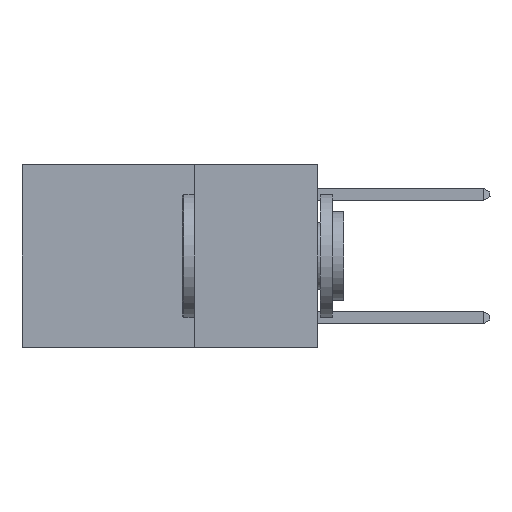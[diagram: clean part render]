
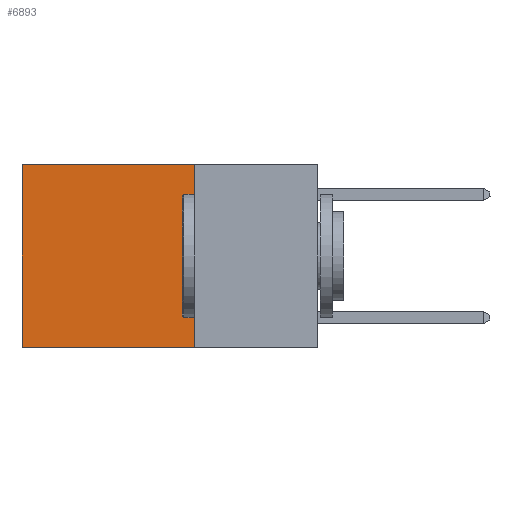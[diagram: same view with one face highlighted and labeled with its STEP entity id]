
A CAD part, left-side view. The second image highlights one B-rep face of the part: STEP entity #6893.
In plain terms, the highlighted planar face has unit normal (-1, 0, 0).
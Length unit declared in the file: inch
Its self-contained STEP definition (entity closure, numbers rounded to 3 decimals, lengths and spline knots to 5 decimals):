
#297 = DIRECTION ( 'NONE',  ( 0., 1., 0. ) ) ;
#439 = EDGE_CURVE ( 'NONE', #4835, #8213, #8628, .T. ) ;
#463 = EDGE_CURVE ( 'NONE', #6959, #1209, #508, .T. ) ;
#508 = LINE ( 'NONE', #9267, #4772 ) ;
#1025 = ORIENTED_EDGE ( 'NONE', *, *, #4290, .T. ) ;
#1209 = VERTEX_POINT ( 'NONE', #9393 ) ;
#2013 = CARTESIAN_POINT ( 'NONE',  ( 0.2625, 0.25, 0. ) ) ;
#2098 = EDGE_CURVE ( 'NONE', #6959, #4835, #3763, .T. ) ;
#2614 = CARTESIAN_POINT ( 'NONE',  ( 0.2625, 0.6, 0. ) ) ;
#2770 = ORIENTED_EDGE ( 'NONE', *, *, #2098, .F. ) ;
#2788 = DIRECTION ( 'NONE',  ( 1., 0., 0. ) ) ;
#3374 = DIRECTION ( 'NONE',  ( 0., 1., 0. ) ) ;
#3527 = ORIENTED_EDGE ( 'NONE', *, *, #439, .F. ) ;
#3572 = CARTESIAN_POINT ( 'NONE',  ( 0.2625, 0.25, -0.37 ) ) ;
#3763 = LINE ( 'NONE', #5857, #7668 ) ;
#4067 = ORIENTED_EDGE ( 'NONE', *, *, #463, .T. ) ;
#4290 = EDGE_CURVE ( 'NONE', #1209, #8213, #8713, .T. ) ;
#4316 = EDGE_LOOP ( 'NONE', ( #1025, #3527, #2770, #4067 ) ) ;
#4440 = CARTESIAN_POINT ( 'NONE',  ( 0.2625, 0.25, 0. ) ) ;
#4772 = VECTOR ( 'NONE', #3374, 39.37008 ) ;
#4835 = VERTEX_POINT ( 'NONE', #3572 ) ;
#4991 = AXIS2_PLACEMENT_3D ( 'NONE', #2013, #2788, #8228 ) ;
#5629 = DIRECTION ( 'NONE',  ( 0., 0., -1. ) ) ;
#5857 = CARTESIAN_POINT ( 'NONE',  ( 0.2625, 0.25, 0. ) ) ;
#5920 = CARTESIAN_POINT ( 'NONE',  ( 0.2625, 0.6, -0.37 ) ) ;
#6231 = VECTOR ( 'NONE', #5629, 39.37008 ) ;
#6305 = DIRECTION ( 'NONE',  ( 0., 0., -1. ) ) ;
#6621 = VECTOR ( 'NONE', #297, 39.37008 ) ;
#6702 = PLANE ( 'NONE',  #4991 ) ;
#6893 = ADVANCED_FACE ( 'NONE', ( #8425 ), #6702, .F. ) ;
#6959 = VERTEX_POINT ( 'NONE', #4440 ) ;
#7168 = CARTESIAN_POINT ( 'NONE',  ( 0.2625, 0.25, -0.37 ) ) ;
#7668 = VECTOR ( 'NONE', #6305, 39.37008 ) ;
#8213 = VERTEX_POINT ( 'NONE', #5920 ) ;
#8228 = DIRECTION ( 'NONE',  ( 0., 0., -1. ) ) ;
#8425 = FACE_OUTER_BOUND ( 'NONE', #4316, .T. ) ;
#8628 = LINE ( 'NONE', #7168, #6621 ) ;
#8713 = LINE ( 'NONE', #2614, #6231 ) ;
#9267 = CARTESIAN_POINT ( 'NONE',  ( 0.2625, 0.25, 0. ) ) ;
#9393 = CARTESIAN_POINT ( 'NONE',  ( 0.2625, 0.6, 0. ) ) ;
